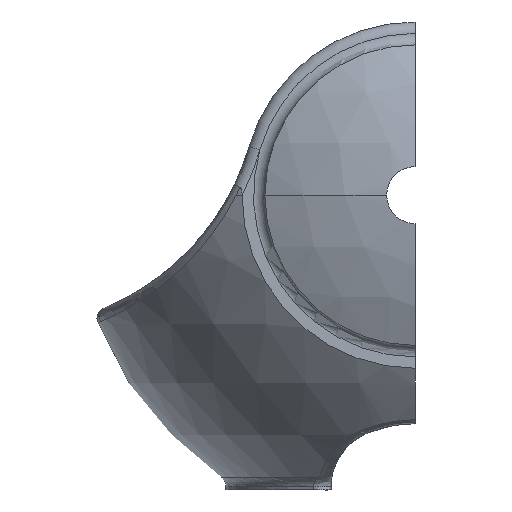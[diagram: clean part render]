
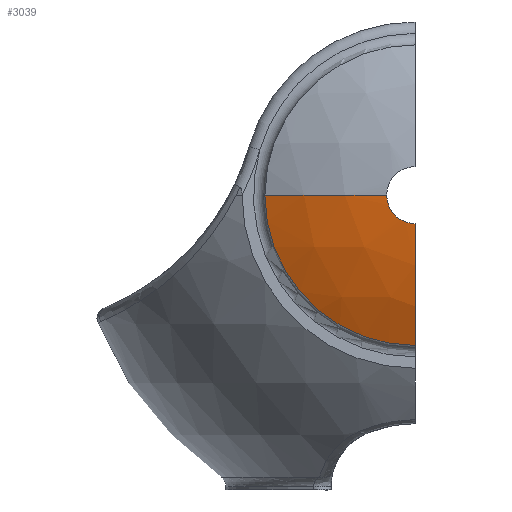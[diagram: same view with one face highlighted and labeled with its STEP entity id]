
A CAD part, left-side view. The second image highlights one B-rep face of the part: STEP entity #3039.
In plain terms, the highlighted spherical face has radius 30 mm.
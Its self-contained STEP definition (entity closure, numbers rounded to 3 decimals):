
#38 = DIRECTION ( 'NONE',  ( -1., 0., 0. ) ) ;
#100 = DIRECTION ( 'NONE',  ( 0., -1., 0. ) ) ;
#196 = VERTEX_POINT ( 'NONE', #2352 ) ;
#271 = CARTESIAN_POINT ( 'NONE',  ( -29.896, 2.5, 0. ) ) ;
#302 = FACE_OUTER_BOUND ( 'NONE', #1280, .T. ) ;
#305 = DIRECTION ( 'NONE',  ( 0., -1., 0. ) ) ;
#543 = CARTESIAN_POINT ( 'NONE',  ( 0., 0., 0. ) ) ;
#595 = DIRECTION ( 'NONE',  ( 0., 0., 1. ) ) ;
#620 = DIRECTION ( 'NONE',  ( 0., 0., 1. ) ) ;
#636 = ORIENTED_EDGE ( 'NONE', *, *, #986, .F. ) ;
#664 = AXIS2_PLACEMENT_3D ( 'NONE', #2536, #595, #1300 ) ;
#732 = AXIS2_PLACEMENT_3D ( 'NONE', #2985, #1537, #100 ) ;
#971 = VERTEX_POINT ( 'NONE', #1296 ) ;
#986 = EDGE_CURVE ( 'NONE', #3122, #196, #1341, .T. ) ;
#1045 = EDGE_CURVE ( 'NONE', #971, #196, #2471, .T. ) ;
#1087 = EDGE_CURVE ( 'NONE', #1688, #3122, #3038, .T. ) ;
#1117 = CIRCLE ( 'NONE', #732, 30. ) ;
#1280 = EDGE_LOOP ( 'NONE', ( #2509, #2515, #636, #2552 ) ) ;
#1296 = CARTESIAN_POINT ( 'NONE',  ( -26.955, 13.168, 0. ) ) ;
#1300 = DIRECTION ( 'NONE',  ( 0., -1., 0. ) ) ;
#1310 = CARTESIAN_POINT ( 'NONE',  ( -29.896, 0., 0. ) ) ;
#1341 = CIRCLE ( 'NONE', #1882, 30. ) ;
#1517 = DIRECTION ( 'NONE',  ( 0., 0., 1. ) ) ;
#1537 = DIRECTION ( 'NONE',  ( 0., 0., 1. ) ) ;
#1688 = VERTEX_POINT ( 'NONE', #271 ) ;
#1882 = AXIS2_PLACEMENT_3D ( 'NONE', #543, #305, #620 ) ;
#1900 = AXIS2_PLACEMENT_3D ( 'NONE', #1310, #2285, #1517 ) ;
#1944 = AXIS2_PLACEMENT_3D ( 'NONE', #2072, #38, #2310 ) ;
#2072 = CARTESIAN_POINT ( 'NONE',  ( -26.955, 0., 0. ) ) ;
#2246 = SPHERICAL_SURFACE ( 'NONE', #664, 30. ) ;
#2285 = DIRECTION ( 'NONE',  ( -1., 0., 0. ) ) ;
#2310 = DIRECTION ( 'NONE',  ( 0., 0., 1. ) ) ;
#2352 = CARTESIAN_POINT ( 'NONE',  ( -26.955, 0., -13.168 ) ) ;
#2471 = CIRCLE ( 'NONE', #1944, 13.168 ) ;
#2509 = ORIENTED_EDGE ( 'NONE', *, *, #2978, .F. ) ;
#2515 = ORIENTED_EDGE ( 'NONE', *, *, #1045, .T. ) ;
#2536 = CARTESIAN_POINT ( 'NONE',  ( 0., 0., 0. ) ) ;
#2552 = ORIENTED_EDGE ( 'NONE', *, *, #1087, .F. ) ;
#2978 = EDGE_CURVE ( 'NONE', #971, #1688, #1117, .T. ) ;
#2985 = CARTESIAN_POINT ( 'NONE',  ( 0., 0., 0. ) ) ;
#3038 = CIRCLE ( 'NONE', #1900, 2.5 ) ;
#3039 = ADVANCED_FACE ( 'NONE', ( #302 ), #2246, .T. ) ;
#3073 = CARTESIAN_POINT ( 'NONE',  ( -29.896, 0., -2.5 ) ) ;
#3122 = VERTEX_POINT ( 'NONE', #3073 ) ;
